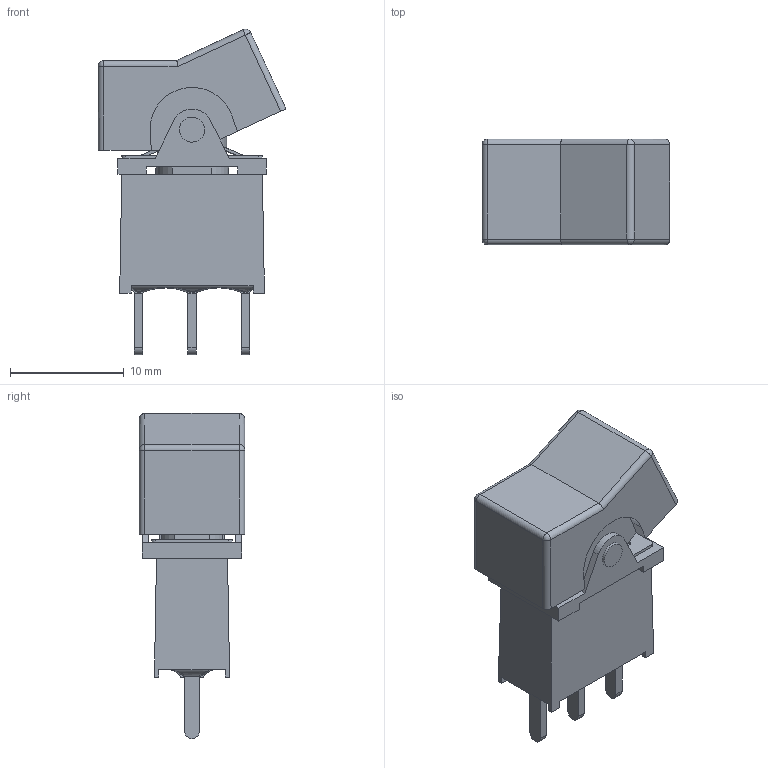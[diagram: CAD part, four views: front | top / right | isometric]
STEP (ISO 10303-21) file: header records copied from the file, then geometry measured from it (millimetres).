
FILE_DESCRIPTION((' '),'2;1');
FILE_NAME('300AWSPxJ1xxxM2xE.stp','2017-07-31T15:40:55',(' '),(' '),' ','ACIS',' ');
FILE_SCHEMA(('CONFIG_CONTROL_DESIGN'));
Length unit declared in the file: inch
Products named in the file (1): 300AWSPxJ1xxxM2xE.stp
Bounding box: 16.48 x 9.27 x 28.54 mm (x, y, z)
Volume: 1543.3 mm3; surface area: 1977.9 mm2
Topology: 1 solids, 1 shells, 187 faces, 532 edges, 350 vertices
Faces by surface type: plane 122, cylinder 53, bspline 8, sphere 4
Full cylindrical faces by diameter (mm): 2.2 x4
Entity records: 6683 total; most frequent: CARTESIAN_POINT 1696, ORIENTED_EDGE 1052, DIRECTION 966, EDGE_CURVE 526, VECTOR 370, LINE 370, VERTEX_POINT 350, AXIS2_PLACEMENT_3D 298
